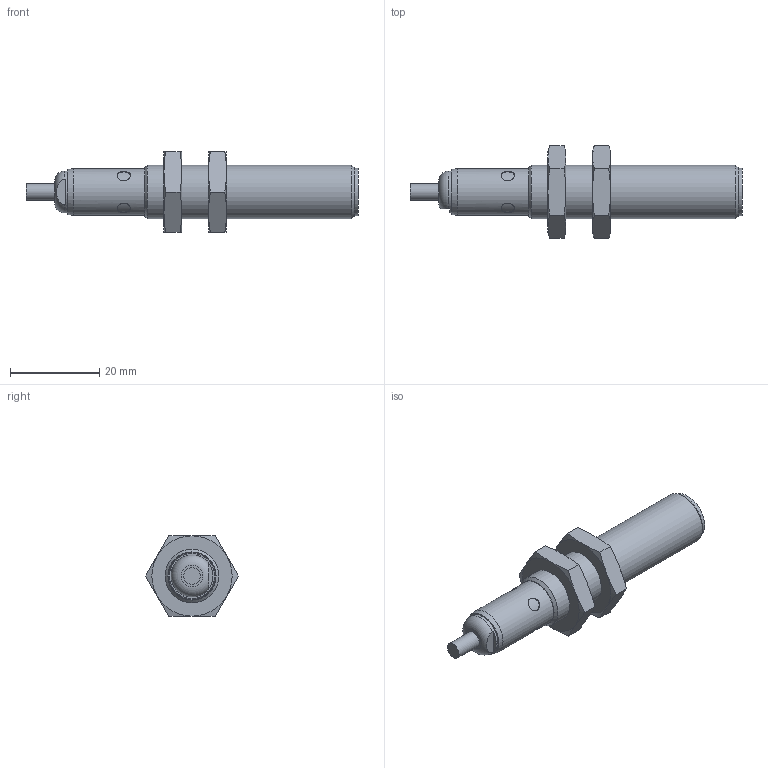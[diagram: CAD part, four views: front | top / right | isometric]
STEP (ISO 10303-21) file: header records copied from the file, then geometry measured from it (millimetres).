
FILE_DESCRIPTION( ( 'STEP AP203' ), '1' );
FILE_NAME( 'SICK IME12-02BPSZW2S-Order no.1040734.stp', '2018-12-20T14:49:56', ( '' ), ( '' ), ' ', 'PARTsolutions', ' ' );
FILE_SCHEMA( ( 'CONFIG_CONTROL_DESIGN' ) );
Length unit declared in the file: millimetre
Products named in the file (3): SICK IME12-02BPSZW2S-Order no.1040734; _SICK IME12-02BPSZW2S-Bestell-Nr.10407341; _SICK Mutter M12x1
Assembly tree (3 placements, depth 2):
  SICK IME12-02BPSZW2S-Order no.1040734
    _SICK IME12-02BPSZW2S-Bestell-Nr.10407341
    _SICK Mutter M12x1  x2
Bounding box: 74.37 x 20.78 x 18 mm (x, y, z)
Volume: 8620.4 mm3; surface area: 4158.5 mm2
Topology: 3 solids, 3 shells, 71 faces, 139 edges, 82 vertices
Faces by surface type: cone 32, plane 24, cylinder 14, torus 1
Full cylindrical faces by diameter (mm): 3 x4, 3.7 x1, 9.4 x1, 10.106 x2, 10.5 x1, 12 x1
Entity records: 1717 total; most frequent: CARTESIAN_POINT 749, DIRECTION 175, ORIENTED_EDGE 146, AXIS2_PLACEMENT_3D 83, EDGE_LOOP 74, EDGE_CURVE 73, FACE_OUTER_BOUND 58, VERTEX_POINT 53
